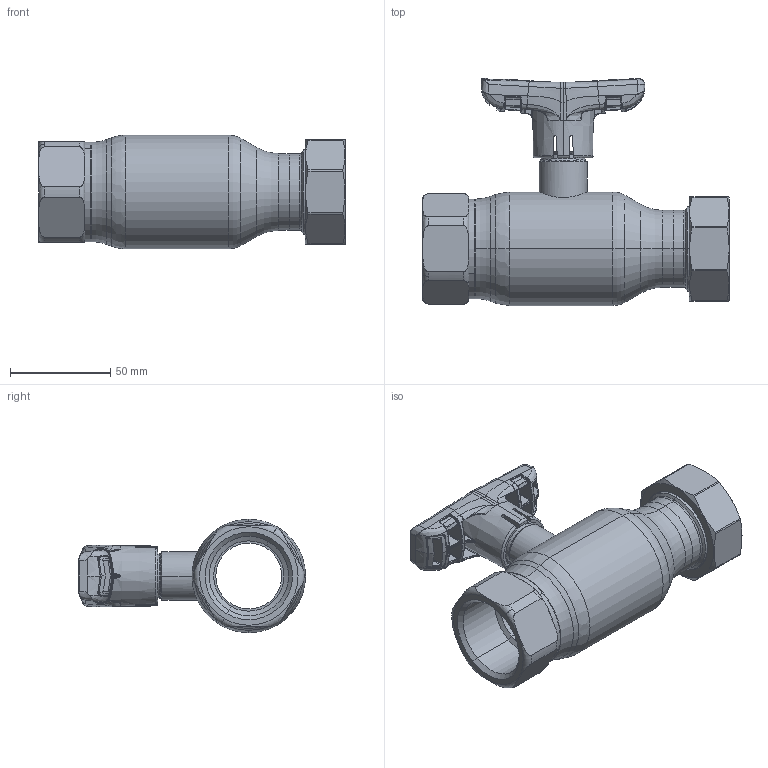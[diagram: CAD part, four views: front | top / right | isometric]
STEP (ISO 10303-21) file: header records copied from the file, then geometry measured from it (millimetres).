
FILE_DESCRIPTION (( 'STEP AP214' ), '1' );
FILE_NAME ('1032002200-1400.step', '2024-01-15T11:45:07', ( '' ), ( '' ), 'SwSTEP 2.0', 'SolidWorks 2021', '' );
FILE_SCHEMA (( 'AUTOMOTIVE_DESIGN' ));
Length unit declared in the file: millimetre
Products named in the file (1): 1032002200-1400
Bounding box: 152.8 x 113.08 x 56.5 mm (x, y, z)
Surface area: 53863.8 mm2 (no closed solid volume)
Topology: 0 solids, 10 shells, 644 faces, 1922 edges, 1217 vertices
Faces by surface type: bspline 460, plane 63, cylinder 57, cone 32, torus 30, sphere 2
Entity records: 55942 total; most frequent: CARTESIAN_POINT 35962, ORIENTED_EDGE 3294, EDGE_CURVE 1910, DIRECTION 1435, B_SPLINE_CURVE_WITH_KNOTS 1280, VERTEX_POINT 1214, EDGE_LOOP 656, UNCERTAINTY_MEASURE_WITH_UNIT 643
